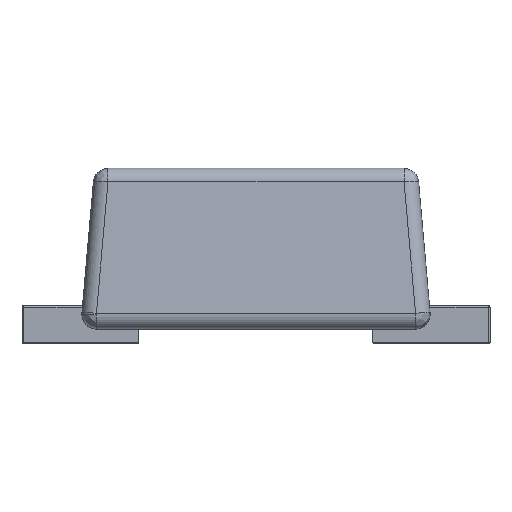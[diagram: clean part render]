
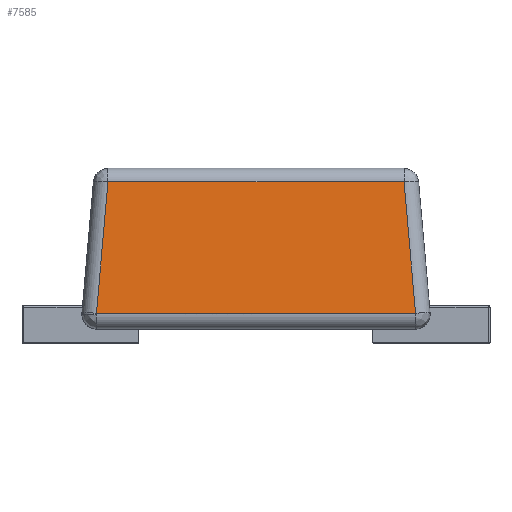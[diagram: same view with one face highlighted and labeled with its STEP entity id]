
A CAD part, left-side view. The second image highlights one B-rep face of the part: STEP entity #7585.
In plain terms, the highlighted planar face has unit normal (-0.996, 0, 0.087).
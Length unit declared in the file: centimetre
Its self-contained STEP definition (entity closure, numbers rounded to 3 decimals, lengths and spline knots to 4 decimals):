
#135 = VERTEX_POINT ( 'NONE', #248 ) ;
#162 = LINE ( 'NONE', #1534, #7702 ) ;
#248 = CARTESIAN_POINT ( 'NONE',  ( -0.0756, 0.0506, 0.0554 ) ) ;
#321 = DIRECTION ( 'NONE',  ( 0.087, 0., 0.996 ) ) ;
#502 = VERTEX_POINT ( 'NONE', #2489 ) ;
#562 = VERTEX_POINT ( 'NONE', #5485 ) ;
#962 = EDGE_CURVE ( 'NONE', #502, #1581, #4695, .T. ) ;
#1534 = CARTESIAN_POINT ( 'NONE',  ( -0.0756, 0., 0.0554 ) ) ;
#1566 = DIRECTION ( 'NONE',  ( -0.996, 0., 0.087 ) ) ;
#1581 = VERTEX_POINT ( 'NONE', #7280 ) ;
#2190 = DIRECTION ( 'NONE',  ( 0.087, 0.087, 0.992 ) ) ;
#2243 = PLANE ( 'NONE',  #5088 ) ;
#2343 = DIRECTION ( 'NONE',  ( 0., 1., 0. ) ) ;
#2489 = CARTESIAN_POINT ( 'NONE',  ( -0.0795, -0.0545, 0.0104 ) ) ;
#2675 = EDGE_CURVE ( 'NONE', #1581, #135, #162, .T. ) ;
#2952 = DIRECTION ( 'NONE',  ( -0.087, 0.087, -0.992 ) ) ;
#4268 = VECTOR ( 'NONE', #8009, 100. ) ;
#4695 = LINE ( 'NONE', #6825, #7618 ) ;
#4861 = ORIENTED_EDGE ( 'NONE', *, *, #5459, .T. ) ;
#5037 = EDGE_CURVE ( 'NONE', #502, #562, #6023, .T. ) ;
#5088 = AXIS2_PLACEMENT_3D ( 'NONE', #7484, #1566, #321 ) ;
#5392 = CARTESIAN_POINT ( 'NONE',  ( -0.0795, 0., 0.0104 ) ) ;
#5459 = EDGE_CURVE ( 'NONE', #135, #562, #7678, .T. ) ;
#5485 = CARTESIAN_POINT ( 'NONE',  ( -0.0795, 0.0545, 0.0104 ) ) ;
#5541 = CARTESIAN_POINT ( 'NONE',  ( -0.0756, 0.0506, 0.0554 ) ) ;
#6023 = LINE ( 'NONE', #5392, #4268 ) ;
#6379 = ORIENTED_EDGE ( 'NONE', *, *, #5037, .F. ) ;
#6794 = ORIENTED_EDGE ( 'NONE', *, *, #962, .T. ) ;
#6825 = CARTESIAN_POINT ( 'NONE',  ( -0.0795, -0.0545, 0.0104 ) ) ;
#7144 = VECTOR ( 'NONE', #2952, 100. ) ;
#7280 = CARTESIAN_POINT ( 'NONE',  ( -0.0756, -0.0506, 0.0554 ) ) ;
#7460 = ORIENTED_EDGE ( 'NONE', *, *, #2675, .T. ) ;
#7484 = CARTESIAN_POINT ( 'NONE',  ( -0.08, 0., 0.005 ) ) ;
#7585 = ADVANCED_FACE ( 'NONE', ( #8062 ), #2243, .T. ) ;
#7618 = VECTOR ( 'NONE', #2190, 100. ) ;
#7678 = LINE ( 'NONE', #5541, #7144 ) ;
#7702 = VECTOR ( 'NONE', #2343, 100. ) ;
#8009 = DIRECTION ( 'NONE',  ( 0., 1., 0. ) ) ;
#8062 = FACE_OUTER_BOUND ( 'NONE', #8103, .T. ) ;
#8103 = EDGE_LOOP ( 'NONE', ( #7460, #4861, #6379, #6794 ) ) ;
